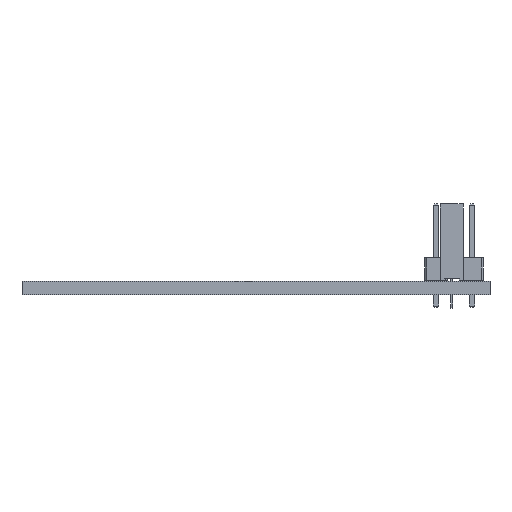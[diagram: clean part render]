
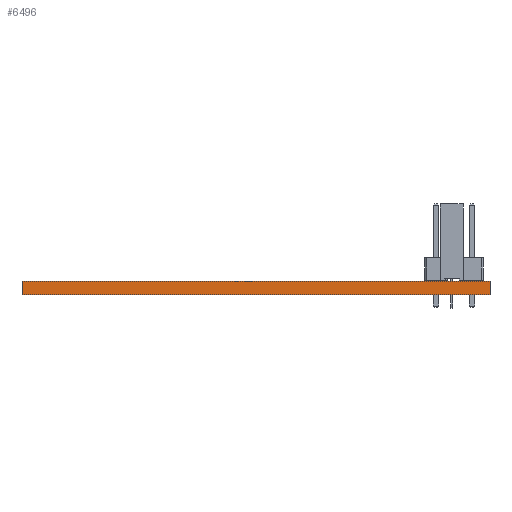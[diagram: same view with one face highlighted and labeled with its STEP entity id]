
A CAD part, front view. The second image highlights one B-rep face of the part: STEP entity #6496.
In plain terms, the highlighted planar face has unit normal (0, -1, 0).
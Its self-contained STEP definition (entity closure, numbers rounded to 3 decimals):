
#6496 = ADVANCED_FACE('',(#6497),#6531,.T.);
#6497 = FACE_BOUND('',#6498,.T.);
#6498 = EDGE_LOOP('',(#6499,#6509,#6517,#6525));
#6499 = ORIENTED_EDGE('',*,*,#6500,.T.);
#6500 = EDGE_CURVE('',#6501,#6503,#6505,.T.);
#6501 = VERTEX_POINT('',#6502);
#6502 = CARTESIAN_POINT('',(156.5,-135.5,0.));
#6503 = VERTEX_POINT('',#6504);
#6504 = CARTESIAN_POINT('',(156.5,-135.5,1.51));
#6505 = LINE('',#6506,#6507);
#6506 = CARTESIAN_POINT('',(156.5,-135.5,0.));
#6507 = VECTOR('',#6508,1.);
#6508 = DIRECTION('',(0.,0.,1.));
#6509 = ORIENTED_EDGE('',*,*,#6510,.T.);
#6510 = EDGE_CURVE('',#6503,#6511,#6513,.T.);
#6511 = VERTEX_POINT('',#6512);
#6512 = CARTESIAN_POINT('',(104.5,-135.5,1.51));
#6513 = LINE('',#6514,#6515);
#6514 = CARTESIAN_POINT('',(156.5,-135.5,1.51));
#6515 = VECTOR('',#6516,1.);
#6516 = DIRECTION('',(-1.,0.,0.));
#6517 = ORIENTED_EDGE('',*,*,#6518,.F.);
#6518 = EDGE_CURVE('',#6519,#6511,#6521,.T.);
#6519 = VERTEX_POINT('',#6520);
#6520 = CARTESIAN_POINT('',(104.5,-135.5,0.));
#6521 = LINE('',#6522,#6523);
#6522 = CARTESIAN_POINT('',(104.5,-135.5,0.));
#6523 = VECTOR('',#6524,1.);
#6524 = DIRECTION('',(0.,0.,1.));
#6525 = ORIENTED_EDGE('',*,*,#6526,.F.);
#6526 = EDGE_CURVE('',#6501,#6519,#6527,.T.);
#6527 = LINE('',#6528,#6529);
#6528 = CARTESIAN_POINT('',(156.5,-135.5,0.));
#6529 = VECTOR('',#6530,1.);
#6530 = DIRECTION('',(-1.,0.,0.));
#6531 = PLANE('',#6532);
#6532 = AXIS2_PLACEMENT_3D('',#6533,#6534,#6535);
#6533 = CARTESIAN_POINT('',(156.5,-135.5,0.));
#6534 = DIRECTION('',(0.,-1.,0.));
#6535 = DIRECTION('',(-1.,0.,0.));
